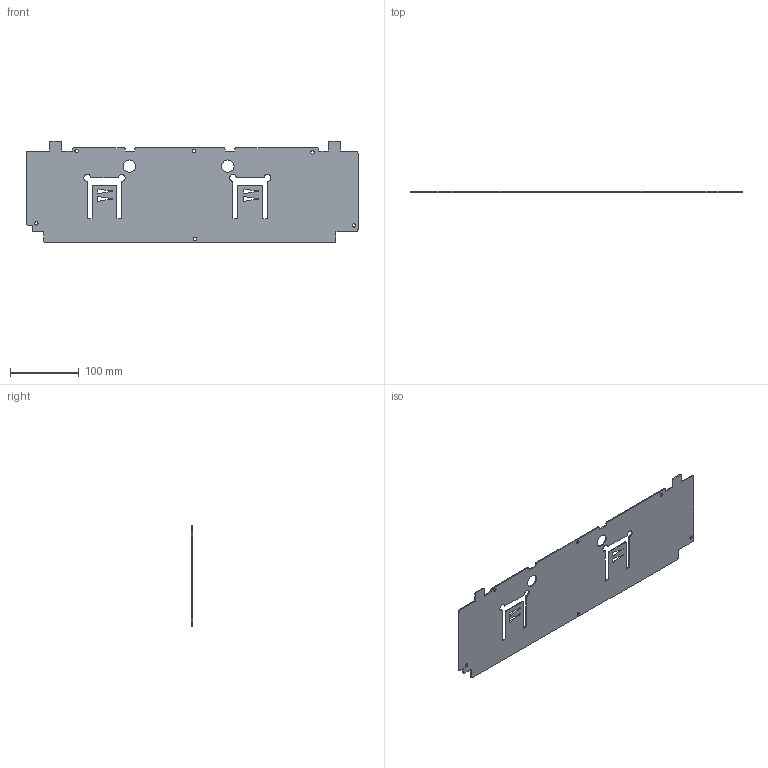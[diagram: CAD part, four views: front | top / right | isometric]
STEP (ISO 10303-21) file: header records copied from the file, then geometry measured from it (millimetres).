
FILE_DESCRIPTION (( 'STEP AP214' ), '1' );
FILE_NAME ('outguard_top_shield_flat.STEP', '2018-08-08T04:08:53', ( 'Windows User' ), ( '' ), 'SwSTEP 2.0', 'SolidWorks 2016', '' );
FILE_SCHEMA (( 'AUTOMOTIVE_DESIGN' ));
Length unit declared in the file: millimetre
Products named in the file (1): outguard_top_shield_flat
Bounding box: 482 x 1.5 x 147.46 mm (x, y, z)
Volume: 92593.6 mm3; surface area: 127047.7 mm2
Topology: 1 solids, 1 shells, 129 faces, 381 edges, 254 vertices
Faces by surface type: plane 68, cylinder 61
Entity records: 4427 total; most frequent: CARTESIAN_POINT 765, DIRECTION 763, ORIENTED_EDGE 762, EDGE_CURVE 381, LINE 259, VECTOR 259, VERTEX_POINT 254, AXIS2_PLACEMENT_3D 252
